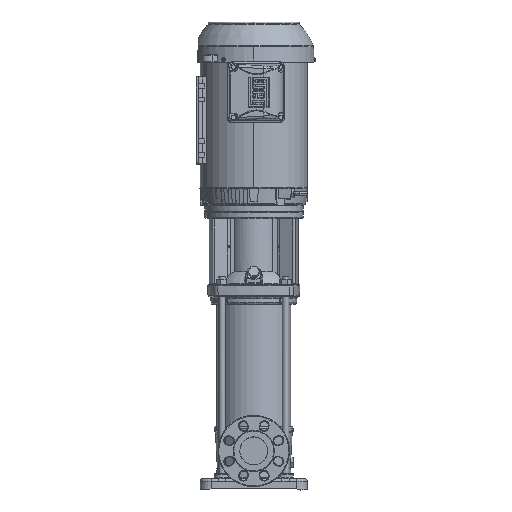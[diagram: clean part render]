
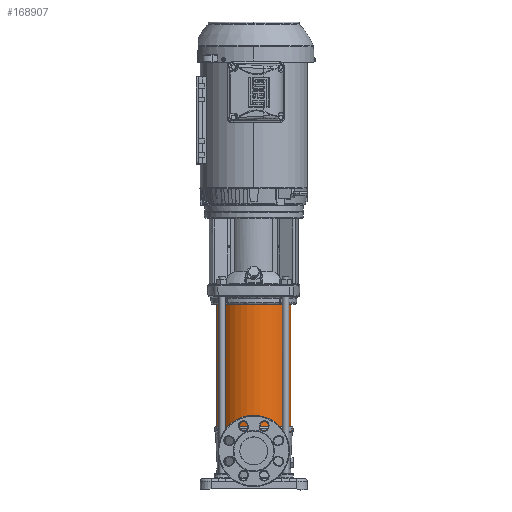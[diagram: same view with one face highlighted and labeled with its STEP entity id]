
A CAD part, top view. The second image highlights one B-rep face of the part: STEP entity #168907.
In plain terms, the highlighted cylindrical face has radius 85.35 mm (diameter 170.7 mm), a partial arc.
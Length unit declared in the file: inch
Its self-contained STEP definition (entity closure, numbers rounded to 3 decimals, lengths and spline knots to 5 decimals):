
#3855 = VERTEX_POINT ( 'NONE', #79583 ) ;
#3856 = LINE ( 'NONE', #91063, #150594 ) ;
#5736 = DIRECTION ( 'NONE',  ( 0., 1., 0. ) ) ;
#12228 = AXIS2_PLACEMENT_3D ( 'NONE', #72790, #115035, #157297 ) ;
#17709 = FACE_OUTER_BOUND ( 'NONE', #180169, .T. ) ;
#21731 = AXIS2_PLACEMENT_3D ( 'NONE', #115057, #5736, #74642 ) ;
#46148 = CARTESIAN_POINT ( 'NONE',  ( 0., 2.20472, -3.36024 ) ) ;
#46889 = EDGE_CURVE ( 'NONE', #163183, #91081, #170636, .T. ) ;
#50736 = EDGE_CURVE ( 'NONE', #3855, #122547, #129833, .T. ) ;
#55840 = ORIENTED_EDGE ( 'NONE', *, *, #46889, .T. ) ;
#57065 = LINE ( 'NONE', #170017, #156981 ) ;
#72790 = CARTESIAN_POINT ( 'NONE',  ( 0., 2.20472, 0. ) ) ;
#74642 = DIRECTION ( 'NONE',  ( 0., 0., 1. ) ) ;
#78586 = EDGE_CURVE ( 'NONE', #163183, #122547, #3856, .T. ) ;
#79583 = CARTESIAN_POINT ( 'NONE',  ( 0., 13.4052, 3.36024 ) ) ;
#91063 = CARTESIAN_POINT ( 'NONE',  ( 0., 1.70079, -3.36024 ) ) ;
#91081 = VERTEX_POINT ( 'NONE', #162213 ) ;
#93666 = CARTESIAN_POINT ( 'NONE',  ( 0., 13.4052, 0. ) ) ;
#94993 = CARTESIAN_POINT ( 'NONE',  ( 0., 13.4052, -3.36024 ) ) ;
#102064 = DIRECTION ( 'NONE',  ( 0., 1., 0. ) ) ;
#115035 = DIRECTION ( 'NONE',  ( 0., 1., 0. ) ) ;
#115057 = CARTESIAN_POINT ( 'NONE',  ( 0., 1.70079, 0. ) ) ;
#122547 = VERTEX_POINT ( 'NONE', #94993 ) ;
#127586 = ORIENTED_EDGE ( 'NONE', *, *, #128872, .T. ) ;
#128872 = EDGE_CURVE ( 'NONE', #91081, #3855, #57065, .T. ) ;
#129833 = CIRCLE ( 'NONE', #153282, 3.36024 ) ;
#141678 = CYLINDRICAL_SURFACE ( 'NONE', #21731, 3.36024 ) ;
#142197 = ORIENTED_EDGE ( 'NONE', *, *, #50736, .T. ) ;
#147057 = DIRECTION ( 'NONE',  ( 0., 1., 0. ) ) ;
#149680 = DIRECTION ( 'NONE',  ( 0., 0., 1. ) ) ;
#150594 = VECTOR ( 'NONE', #147057, 39.37008 ) ;
#153282 = AXIS2_PLACEMENT_3D ( 'NONE', #93666, #160791, #149680 ) ;
#156981 = VECTOR ( 'NONE', #102064, 39.37008 ) ;
#157297 = DIRECTION ( 'NONE',  ( 0., 0., 1. ) ) ;
#160791 = DIRECTION ( 'NONE',  ( 0., -1., 0. ) ) ;
#162213 = CARTESIAN_POINT ( 'NONE',  ( 0., 2.20472, 3.36024 ) ) ;
#163183 = VERTEX_POINT ( 'NONE', #46148 ) ;
#168907 = ADVANCED_FACE ( 'NONE', ( #17709 ), #141678, .T. ) ;
#170017 = CARTESIAN_POINT ( 'NONE',  ( 0., 1.70079, 3.36024 ) ) ;
#170636 = CIRCLE ( 'NONE', #12228, 3.36024 ) ;
#171480 = ORIENTED_EDGE ( 'NONE', *, *, #78586, .F. ) ;
#180169 = EDGE_LOOP ( 'NONE', ( #171480, #55840, #127586, #142197 ) ) ;
